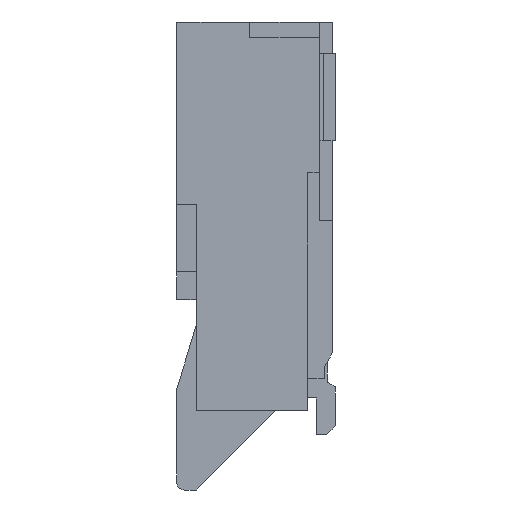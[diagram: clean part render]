
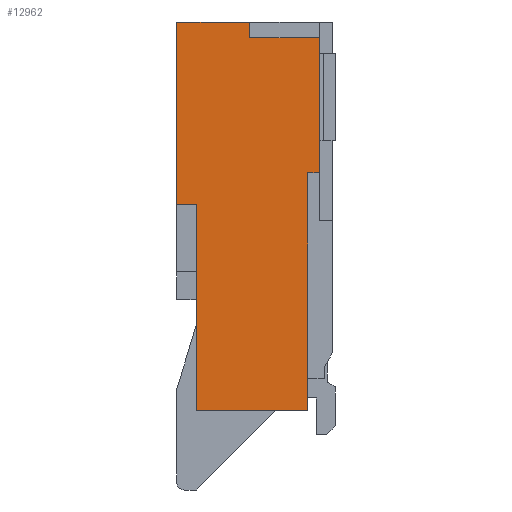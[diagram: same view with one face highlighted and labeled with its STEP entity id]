
A CAD part, left-side view. The second image highlights one B-rep face of the part: STEP entity #12962.
In plain terms, the highlighted planar face has unit normal (-1, 0, 0).
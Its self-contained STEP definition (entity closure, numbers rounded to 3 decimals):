
#2025 = EDGE_CURVE ( 'NONE', #5828, #2461, #9676, .T. ) ;
#18462 = LINE ( 'NONE', #18463, #18464 ) ;
#18463 = CARTESIAN_POINT ( 'NONE',  ( -7.25, 0.2, 0. ) ) ;
#18464 = VECTOR ( 'NONE', #18465, 1000. ) ;
#18465 = DIRECTION ( 'NONE',  ( 0., 0., -1. ) ) ;
#2238 = ORIENTED_EDGE ( 'NONE', *, *, #10251, .F. ) ;
#18615 = CARTESIAN_POINT ( 'NONE',  ( -7.25, 0.2, -1.9 ) ) ;
#2461 = VERTEX_POINT ( 'NONE', #10315 ) ;
#2499 = EDGE_CURVE ( 'NONE', #3019, #3226, #10383, .T. ) ;
#3011 = VERTEX_POINT ( 'NONE', #11274 ) ;
#3019 = VERTEX_POINT ( 'NONE', #11281 ) ;
#3226 = VERTEX_POINT ( 'NONE', #11605 ) ;
#3291 = ORIENTED_EDGE ( 'NONE', *, *, #4033, .F. ) ;
#3435 = ORIENTED_EDGE ( 'NONE', *, *, #4199, .F. ) ;
#20413 = FACE_OUTER_BOUND ( 'NONE', #14081, .T. ) ;
#20414 = PLANE ( 'NONE',  #20415 ) ;
#20415 = AXIS2_PLACEMENT_3D ( 'NONE', #20416, #20417, #20418 ) ;
#20416 = CARTESIAN_POINT ( 'NONE',  ( -7.25, 2., -4.9 ) ) ;
#4033 = EDGE_CURVE ( 'NONE', #4432, #3011, #12946, .T. ) ;
#20417 = DIRECTION ( 'NONE',  ( -1., 0., 0. ) ) ;
#20418 = DIRECTION ( 'NONE',  ( 0., -1., 0. ) ) ;
#4199 = EDGE_CURVE ( 'NONE', #4705, #2461, #13229, .T. ) ;
#4356 = ORIENTED_EDGE ( 'NONE', *, *, #5117, .T. ) ;
#4432 = VERTEX_POINT ( 'NONE', #13523 ) ;
#4705 = VERTEX_POINT ( 'NONE', #13934 ) ;
#4811 = VERTEX_POINT ( 'NONE', #14112 ) ;
#4952 = EDGE_CURVE ( 'NONE', #3226, #5654, #14347, .T. ) ;
#5117 = EDGE_CURVE ( 'NONE', #3019, #5828, #14592, .T. ) ;
#5654 = VERTEX_POINT ( 'NONE', #15097 ) ;
#5828 = VERTEX_POINT ( 'NONE', #15214 ) ;
#5949 = ORIENTED_EDGE ( 'NONE', *, *, #6871, .T. ) ;
#6091 = ORIENTED_EDGE ( 'NONE', *, *, #7014, .F. ) ;
#22754 = ORIENTED_EDGE ( 'NONE', *, *, #22928, .T. ) ;
#22928 = EDGE_CURVE ( 'NONE', #4432, #4811, #27729, .T. ) ;
#6871 = EDGE_CURVE ( 'NONE', #4705, #10467, #16193, .T. ) ;
#7014 = EDGE_CURVE ( 'NONE', #5654, #4811, #16300, .T. ) ;
#7136 = ORIENTED_EDGE ( 'NONE', *, *, #2025, .T. ) ;
#8038 = ORIENTED_EDGE ( 'NONE', *, *, #4952, .F. ) ;
#8622 = ORIENTED_EDGE ( 'NONE', *, *, #2499, .F. ) ;
#9676 = LINE ( 'NONE', #9677, #9678 ) ;
#9677 = CARTESIAN_POINT ( 'NONE',  ( -7.25, 2., -4.9 ) ) ;
#9678 = VECTOR ( 'NONE', #9688, 1000. ) ;
#9688 = DIRECTION ( 'NONE',  ( 0., -1., 0. ) ) ;
#10251 = EDGE_CURVE ( 'NONE', #3011, #10467, #18462, .T. ) ;
#10315 = CARTESIAN_POINT ( 'NONE',  ( -7.25, 0.35, -4.9 ) ) ;
#10383 = LINE ( 'NONE', #10384, #10385 ) ;
#10384 = CARTESIAN_POINT ( 'NONE',  ( -7.25, 1.75, -2.3 ) ) ;
#10385 = VECTOR ( 'NONE', #10386, 1000. ) ;
#10386 = DIRECTION ( 'NONE',  ( 0., 1., 0. ) ) ;
#10467 = VERTEX_POINT ( 'NONE', #18615 ) ;
#11274 = CARTESIAN_POINT ( 'NONE',  ( -7.25, 0.2, -0.2 ) ) ;
#11281 = CARTESIAN_POINT ( 'NONE',  ( -7.25, 1.75, -2.3 ) ) ;
#27729 = LINE ( 'NONE', #27730, #27731 ) ;
#27730 = CARTESIAN_POINT ( 'NONE',  ( -7.25, 1.08, -0.2 ) ) ;
#27731 = VECTOR ( 'NONE', #27751, 1000. ) ;
#27751 = DIRECTION ( 'NONE',  ( 0., 0., 1. ) ) ;
#11605 = CARTESIAN_POINT ( 'NONE',  ( -7.25, 2., -2.3 ) ) ;
#12946 = LINE ( 'NONE', #12947, #12948 ) ;
#12947 = CARTESIAN_POINT ( 'NONE',  ( -7.25, 0.2, -0.2 ) ) ;
#12948 = VECTOR ( 'NONE', #12949, 1000. ) ;
#12949 = DIRECTION ( 'NONE',  ( 0., -1., 0. ) ) ;
#12962 = ADVANCED_FACE ( 'NONE', ( #20413 ), #20414, .T. ) ;
#13229 = LINE ( 'NONE', #13230, #13231 ) ;
#13230 = CARTESIAN_POINT ( 'NONE',  ( -7.25, 0.35, -4.9 ) ) ;
#13231 = VECTOR ( 'NONE', #13232, 1000. ) ;
#13232 = DIRECTION ( 'NONE',  ( 0., 0., -1. ) ) ;
#13523 = CARTESIAN_POINT ( 'NONE',  ( -7.25, 1.08, -0.2 ) ) ;
#13934 = CARTESIAN_POINT ( 'NONE',  ( -7.25, 0.35, -1.9 ) ) ;
#14081 = EDGE_LOOP ( 'NONE', ( #22754, #6091, #8038, #8622, #4356, #7136, #3435, #5949, #2238, #3291 ) ) ;
#14112 = CARTESIAN_POINT ( 'NONE',  ( -7.25, 1.08, 0. ) ) ;
#14347 = LINE ( 'NONE', #14348, #14349 ) ;
#14348 = CARTESIAN_POINT ( 'NONE',  ( -7.25, 2., -4.9 ) ) ;
#14349 = VECTOR ( 'NONE', #14350, 1000. ) ;
#14350 = DIRECTION ( 'NONE',  ( 0., 0., 1. ) ) ;
#14592 = LINE ( 'NONE', #14593, #14594 ) ;
#14593 = CARTESIAN_POINT ( 'NONE',  ( -7.25, 1.75, -4.9 ) ) ;
#14594 = VECTOR ( 'NONE', #14595, 1000. ) ;
#14595 = DIRECTION ( 'NONE',  ( 0., 0., -1. ) ) ;
#15097 = CARTESIAN_POINT ( 'NONE',  ( -7.25, 2., 0. ) ) ;
#15214 = CARTESIAN_POINT ( 'NONE',  ( -7.25, 1.75, -4.9 ) ) ;
#16193 = LINE ( 'NONE', #16194, #16195 ) ;
#16194 = CARTESIAN_POINT ( 'NONE',  ( -7.25, 0.35, -1.9 ) ) ;
#16195 = VECTOR ( 'NONE', #16196, 1000. ) ;
#16196 = DIRECTION ( 'NONE',  ( 0., -1., 0. ) ) ;
#16300 = LINE ( 'NONE', #16301, #16302 ) ;
#16301 = CARTESIAN_POINT ( 'NONE',  ( -7.25, 2., 0. ) ) ;
#16302 = VECTOR ( 'NONE', #16303, 1000. ) ;
#16303 = DIRECTION ( 'NONE',  ( 0., -1., 0. ) ) ;
